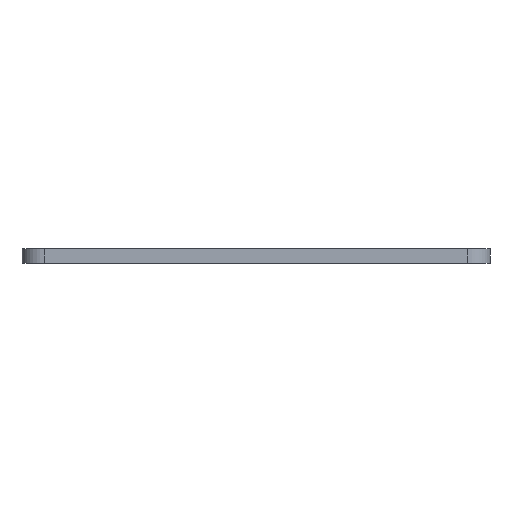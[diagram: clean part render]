
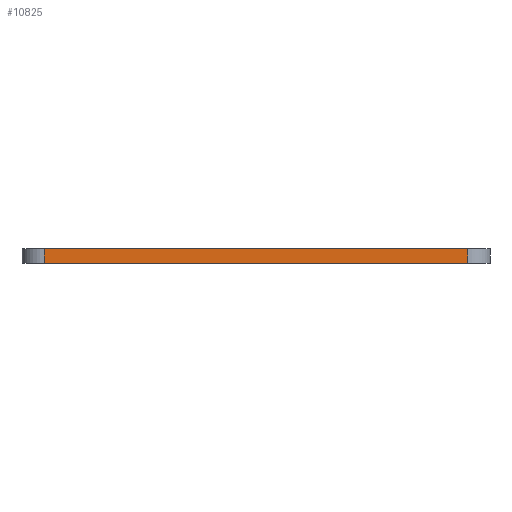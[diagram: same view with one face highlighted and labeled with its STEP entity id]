
A CAD part, left-side view. The second image highlights one B-rep face of the part: STEP entity #10825.
In plain terms, the highlighted planar face has unit normal (-1, 0, 0).
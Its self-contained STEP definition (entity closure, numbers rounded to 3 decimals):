
#83 = PLANE('',#84);
#84 = AXIS2_PLACEMENT_3D('',#85,#86,#87);
#85 = CARTESIAN_POINT('',(148.501,-105.004,1.6));
#86 = DIRECTION('',(-0.,-0.,-1.));
#87 = DIRECTION('',(-1.,0.,0.));
#111 = CYLINDRICAL_SURFACE('',#112,2.54);
#112 = AXIS2_PLACEMENT_3D('',#113,#114,#115);
#113 = CARTESIAN_POINT('',(92.621,-129.134,0.));
#114 = DIRECTION('',(-0.,-0.,-1.));
#115 = DIRECTION('',(1.,0.,-0.));
#137 = PLANE('',#138);
#138 = AXIS2_PLACEMENT_3D('',#139,#140,#141);
#139 = CARTESIAN_POINT('',(148.501,-105.004,0.));
#140 = DIRECTION('',(-0.,-0.,-1.));
#141 = DIRECTION('',(-1.,0.,0.));
#238 = EDGE_CURVE('',#239,#241,#243,.T.);
#239 = VERTEX_POINT('',#240);
#240 = CARTESIAN_POINT('',(90.081,-129.134,0.));
#241 = VERTEX_POINT('',#242);
#242 = CARTESIAN_POINT('',(90.081,-129.134,1.6));
#243 = SURFACE_CURVE('',#244,(#248,#255),.PCURVE_S1.);
#244 = LINE('',#245,#246);
#245 = CARTESIAN_POINT('',(90.081,-129.134,0.));
#246 = VECTOR('',#247,1.);
#247 = DIRECTION('',(0.,0.,1.));
#248 = PCURVE('',#111,#249);
#249 = DEFINITIONAL_REPRESENTATION('',(#250),#254);
#250 = LINE('',#251,#252);
#251 = CARTESIAN_POINT('',(-3.141,0.));
#252 = VECTOR('',#253,1.);
#253 = DIRECTION('',(-0.,-1.));
#254 = ( GEOMETRIC_REPRESENTATION_CONTEXT(2) 
PARAMETRIC_REPRESENTATION_CONTEXT() REPRESENTATION_CONTEXT('2D SPACE',''
  ) );
#255 = PCURVE('',#256,#261);
#256 = PLANE('',#257);
#257 = AXIS2_PLACEMENT_3D('',#258,#259,#260);
#258 = CARTESIAN_POINT('',(90.081,-129.134,0.));
#259 = DIRECTION('',(-1.,0.,0.));
#260 = DIRECTION('',(0.,1.,0.));
#261 = DEFINITIONAL_REPRESENTATION('',(#262),#266);
#262 = LINE('',#263,#264);
#263 = CARTESIAN_POINT('',(0.,0.));
#264 = VECTOR('',#265,1.);
#265 = DIRECTION('',(0.,-1.));
#266 = ( GEOMETRIC_REPRESENTATION_CONTEXT(2) 
PARAMETRIC_REPRESENTATION_CONTEXT() REPRESENTATION_CONTEXT('2D SPACE',''
  ) );
#326 = EDGE_CURVE('',#239,#327,#329,.T.);
#327 = VERTEX_POINT('',#328);
#328 = CARTESIAN_POINT('',(90.081,-80.874,0.));
#329 = SURFACE_CURVE('',#330,(#334,#341),.PCURVE_S1.);
#330 = LINE('',#331,#332);
#331 = CARTESIAN_POINT('',(90.081,-129.134,0.));
#332 = VECTOR('',#333,1.);
#333 = DIRECTION('',(0.,1.,0.));
#334 = PCURVE('',#137,#335);
#335 = DEFINITIONAL_REPRESENTATION('',(#336),#340);
#336 = LINE('',#337,#338);
#337 = CARTESIAN_POINT('',(58.42,-24.13));
#338 = VECTOR('',#339,1.);
#339 = DIRECTION('',(0.,1.));
#340 = ( GEOMETRIC_REPRESENTATION_CONTEXT(2) 
PARAMETRIC_REPRESENTATION_CONTEXT() REPRESENTATION_CONTEXT('2D SPACE',''
  ) );
#341 = PCURVE('',#256,#342);
#342 = DEFINITIONAL_REPRESENTATION('',(#343),#347);
#343 = LINE('',#344,#345);
#344 = CARTESIAN_POINT('',(0.,0.));
#345 = VECTOR('',#346,1.);
#346 = DIRECTION('',(1.,0.));
#347 = ( GEOMETRIC_REPRESENTATION_CONTEXT(2) 
PARAMETRIC_REPRESENTATION_CONTEXT() REPRESENTATION_CONTEXT('2D SPACE',''
  ) );
#370 = CYLINDRICAL_SURFACE('',#371,2.54);
#371 = AXIS2_PLACEMENT_3D('',#372,#373,#374);
#372 = CARTESIAN_POINT('',(92.621,-80.874,0.));
#373 = DIRECTION('',(-0.,-0.,-1.));
#374 = DIRECTION('',(1.,0.,-0.));
#5965 = EDGE_CURVE('',#241,#5966,#5968,.T.);
#5966 = VERTEX_POINT('',#5967);
#5967 = CARTESIAN_POINT('',(90.081,-80.874,1.6));
#5968 = SURFACE_CURVE('',#5969,(#5973,#5980),.PCURVE_S1.);
#5969 = LINE('',#5970,#5971);
#5970 = CARTESIAN_POINT('',(90.081,-129.134,1.6));
#5971 = VECTOR('',#5972,1.);
#5972 = DIRECTION('',(0.,1.,0.));
#5973 = PCURVE('',#83,#5974);
#5974 = DEFINITIONAL_REPRESENTATION('',(#5975),#5979);
#5975 = LINE('',#5976,#5977);
#5976 = CARTESIAN_POINT('',(58.42,-24.13));
#5977 = VECTOR('',#5978,1.);
#5978 = DIRECTION('',(0.,1.));
#5979 = ( GEOMETRIC_REPRESENTATION_CONTEXT(2) 
PARAMETRIC_REPRESENTATION_CONTEXT() REPRESENTATION_CONTEXT('2D SPACE',''
  ) );
#5980 = PCURVE('',#256,#5981);
#5981 = DEFINITIONAL_REPRESENTATION('',(#5982),#5986);
#5982 = LINE('',#5983,#5984);
#5983 = CARTESIAN_POINT('',(0.,-1.6));
#5984 = VECTOR('',#5985,1.);
#5985 = DIRECTION('',(1.,0.));
#5986 = ( GEOMETRIC_REPRESENTATION_CONTEXT(2) 
PARAMETRIC_REPRESENTATION_CONTEXT() REPRESENTATION_CONTEXT('2D SPACE',''
  ) );
#10825 = ADVANCED_FACE('',(#10826),#256,.T.);
#10826 = FACE_BOUND('',#10827,.T.);
#10827 = EDGE_LOOP('',(#10828,#10829,#10830,#10851));
#10828 = ORIENTED_EDGE('',*,*,#238,.T.);
#10829 = ORIENTED_EDGE('',*,*,#5965,.T.);
#10830 = ORIENTED_EDGE('',*,*,#10831,.F.);
#10831 = EDGE_CURVE('',#327,#5966,#10832,.T.);
#10832 = SURFACE_CURVE('',#10833,(#10837,#10844),.PCURVE_S1.);
#10833 = LINE('',#10834,#10835);
#10834 = CARTESIAN_POINT('',(90.081,-80.874,0.));
#10835 = VECTOR('',#10836,1.);
#10836 = DIRECTION('',(0.,0.,1.));
#10837 = PCURVE('',#256,#10838);
#10838 = DEFINITIONAL_REPRESENTATION('',(#10839),#10843);
#10839 = LINE('',#10840,#10841);
#10840 = CARTESIAN_POINT('',(48.26,0.));
#10841 = VECTOR('',#10842,1.);
#10842 = DIRECTION('',(0.,-1.));
#10843 = ( GEOMETRIC_REPRESENTATION_CONTEXT(2) 
PARAMETRIC_REPRESENTATION_CONTEXT() REPRESENTATION_CONTEXT('2D SPACE',''
  ) );
#10844 = PCURVE('',#370,#10845);
#10845 = DEFINITIONAL_REPRESENTATION('',(#10846),#10850);
#10846 = LINE('',#10847,#10848);
#10847 = CARTESIAN_POINT('',(-3.141,0.));
#10848 = VECTOR('',#10849,1.);
#10849 = DIRECTION('',(-0.,-1.));
#10850 = ( GEOMETRIC_REPRESENTATION_CONTEXT(2) 
PARAMETRIC_REPRESENTATION_CONTEXT() REPRESENTATION_CONTEXT('2D SPACE',''
  ) );
#10851 = ORIENTED_EDGE('',*,*,#326,.F.);
